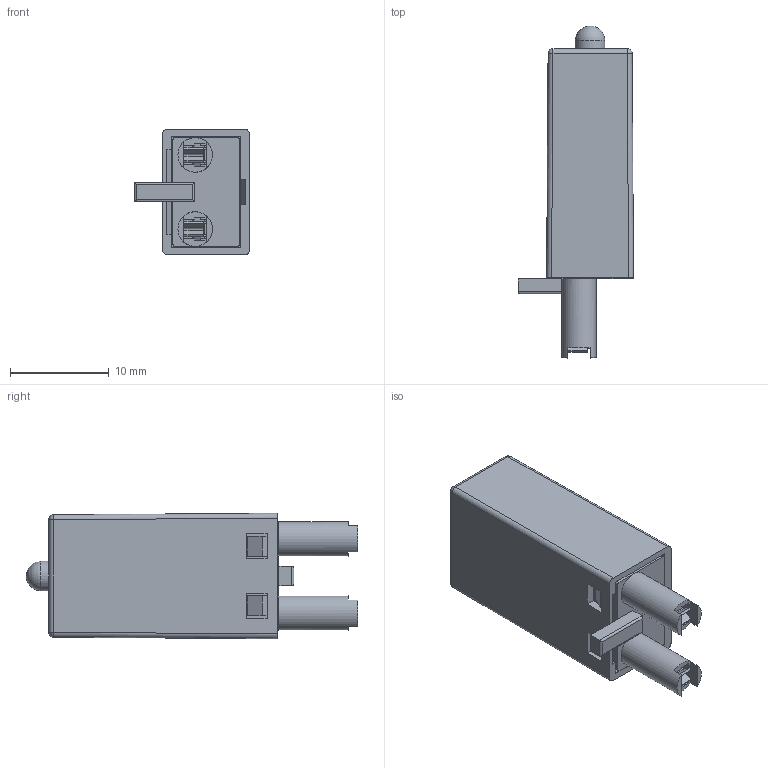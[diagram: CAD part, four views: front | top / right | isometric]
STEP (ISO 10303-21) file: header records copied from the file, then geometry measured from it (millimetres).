
FILE_DESCRIPTION(/* description */ (''),/* implementation_level */ '2;1');
FILE_NAME(/* name */ 'PModule - LED Type.stp',/* time_stamp */ '2018-11-28T16:28:46+08:00',/* author */ ('IMO'),/* organization */ (''),/* preprocessor_version */ 'ST-DEVELOPER v11',/* originating_system */ 'SIEMENS UGS NX 6.0',/* authorisation */ '');
FILE_SCHEMA (('CONFIG_CONTROL_DESIGN'));
Length unit declared in the file: millimetre
Products named in the file (6): LED; Dummy PCB; Contacts; Module Cover; Module Base; PModule - LED Type
Assembly tree (6 placements, depth 2):
  PModule - LED Type
    Module Base
    Module Cover
    Contacts  x2
    Dummy PCB
    LED
Bounding box: 11.65 x 33.6 x 12.7 mm (x, y, z)
Volume: 1375.1 mm3; surface area: 3582.7 mm2
Topology: 6 solids, 6 shells, 392 faces, 1066 edges, 674 vertices
Faces by surface type: plane 298, cylinder 79, sphere 15
Full cylindrical faces by diameter (mm): 3 x1, 3.2 x1, 3.5 x2, 4.5 x1
Entity records: 10715 total; most frequent: CARTESIAN_POINT 1761, ORIENTED_EDGE 1736, DIRECTION 1673, EDGE_CURVE 868, LINE 737, VECTOR 737, VERTEX_POINT 556, AXIS2_PLACEMENT_3D 468
